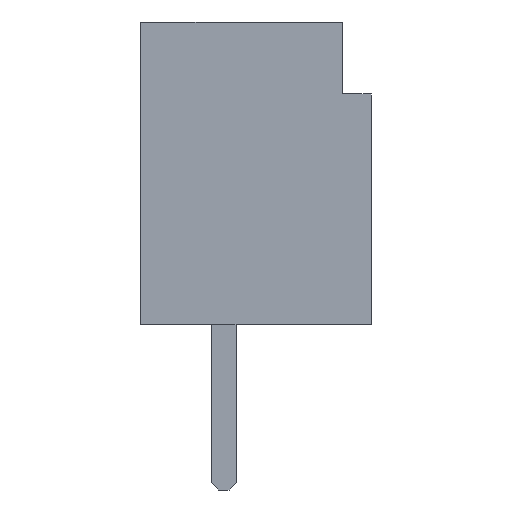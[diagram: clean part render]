
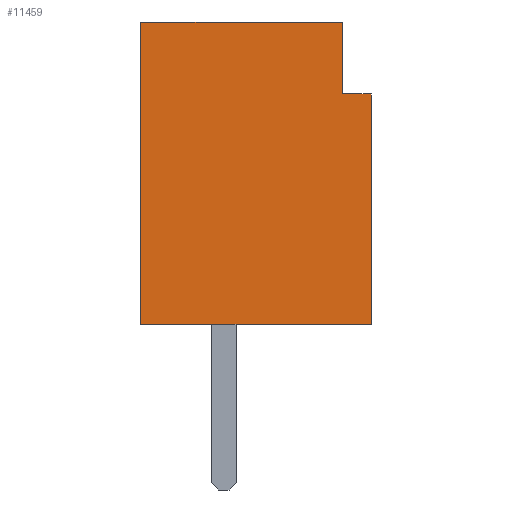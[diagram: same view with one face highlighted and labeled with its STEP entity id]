
A CAD part, left-side view. The second image highlights one B-rep face of the part: STEP entity #11459.
In plain terms, the highlighted planar face has unit normal (-1, 0, 0).
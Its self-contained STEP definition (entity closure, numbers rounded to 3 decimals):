
#259 = EDGE_LOOP ( 'NONE', ( #20930, #9231, #25312, #25757, #17317, #12433 ) ) ;
#1060 = CARTESIAN_POINT ( 'NONE',  ( -9., 1.15, 4.2 ) ) ;
#1314 = DIRECTION ( 'NONE',  ( 0., 0., 1. ) ) ;
#3111 = LINE ( 'NONE', #1060, #5317 ) ;
#4866 = CARTESIAN_POINT ( 'NONE',  ( -9., -1.65, 4.2 ) ) ;
#5317 = VECTOR ( 'NONE', #24308, 1000. ) ;
#5456 = EDGE_CURVE ( 'NONE', #18055, #17150, #5760, .T. ) ;
#5760 = LINE ( 'NONE', #14046, #23875 ) ;
#5970 = AXIS2_PLACEMENT_3D ( 'NONE', #9477, #15615, #20054 ) ;
#6157 = VECTOR ( 'NONE', #8619, 1000. ) ;
#7173 = EDGE_CURVE ( 'NONE', #11659, #19569, #24310, .T. ) ;
#7714 = PLANE ( 'NONE',  #5970 ) ;
#8619 = DIRECTION ( 'NONE',  ( 0., -1., 0. ) ) ;
#9231 = ORIENTED_EDGE ( 'NONE', *, *, #15870, .T. ) ;
#9477 = CARTESIAN_POINT ( 'NONE',  ( -9., 1.15, 4.2 ) ) ;
#10065 = DIRECTION ( 'NONE',  ( 0., 0., -1. ) ) ;
#11377 = FACE_OUTER_BOUND ( 'NONE', #259, .T. ) ;
#11459 = ADVANCED_FACE ( 'NONE', ( #11377 ), #7714, .F. ) ;
#11659 = VERTEX_POINT ( 'NONE', #19205 ) ;
#12433 = ORIENTED_EDGE ( 'NONE', *, *, #15596, .F. ) ;
#13643 = VECTOR ( 'NONE', #14916, 1000. ) ;
#14046 = CARTESIAN_POINT ( 'NONE',  ( -9., -2.05, 3.2 ) ) ;
#14916 = DIRECTION ( 'NONE',  ( 0., -1., 0. ) ) ;
#15596 = EDGE_CURVE ( 'NONE', #18055, #23905, #26241, .T. ) ;
#15615 = DIRECTION ( 'NONE',  ( 1., 0., 0. ) ) ;
#15799 = VECTOR ( 'NONE', #10065, 1000. ) ;
#15870 = EDGE_CURVE ( 'NONE', #17150, #19569, #26075, .T. ) ;
#16805 = LINE ( 'NONE', #18829, #6157 ) ;
#17150 = VERTEX_POINT ( 'NONE', #23194 ) ;
#17317 = ORIENTED_EDGE ( 'NONE', *, *, #26432, .T. ) ;
#18055 = VERTEX_POINT ( 'NONE', #19929 ) ;
#18799 = VECTOR ( 'NONE', #1314, 1000. ) ;
#18829 = CARTESIAN_POINT ( 'NONE',  ( -9., 1.15, 0. ) ) ;
#19205 = CARTESIAN_POINT ( 'NONE',  ( -9., 1.15, 4.2 ) ) ;
#19569 = VERTEX_POINT ( 'NONE', #4866 ) ;
#19929 = CARTESIAN_POINT ( 'NONE',  ( -9., -2.05, 3.2 ) ) ;
#20054 = DIRECTION ( 'NONE',  ( 0., 1., 0. ) ) ;
#20357 = CARTESIAN_POINT ( 'NONE',  ( -9., 1.15, 4.2 ) ) ;
#20512 = CARTESIAN_POINT ( 'NONE',  ( -9., -2.05, 4.2 ) ) ;
#20930 = ORIENTED_EDGE ( 'NONE', *, *, #5456, .T. ) ;
#21158 = VERTEX_POINT ( 'NONE', #24688 ) ;
#22220 = EDGE_CURVE ( 'NONE', #11659, #21158, #3111, .T. ) ;
#22370 = DIRECTION ( 'NONE',  ( 0., 1., 0. ) ) ;
#23194 = CARTESIAN_POINT ( 'NONE',  ( -9., -1.65, 3.2 ) ) ;
#23875 = VECTOR ( 'NONE', #22370, 1000. ) ;
#23905 = VERTEX_POINT ( 'NONE', #25695 ) ;
#24033 = CARTESIAN_POINT ( 'NONE',  ( -9., -1.65, 4.2 ) ) ;
#24308 = DIRECTION ( 'NONE',  ( 0., 0., -1. ) ) ;
#24310 = LINE ( 'NONE', #20357, #13643 ) ;
#24688 = CARTESIAN_POINT ( 'NONE',  ( -9., 1.15, 0. ) ) ;
#25312 = ORIENTED_EDGE ( 'NONE', *, *, #7173, .F. ) ;
#25695 = CARTESIAN_POINT ( 'NONE',  ( -9., -2.05, 0. ) ) ;
#25757 = ORIENTED_EDGE ( 'NONE', *, *, #22220, .T. ) ;
#26075 = LINE ( 'NONE', #24033, #18799 ) ;
#26241 = LINE ( 'NONE', #20512, #15799 ) ;
#26432 = EDGE_CURVE ( 'NONE', #21158, #23905, #16805, .T. ) ;
